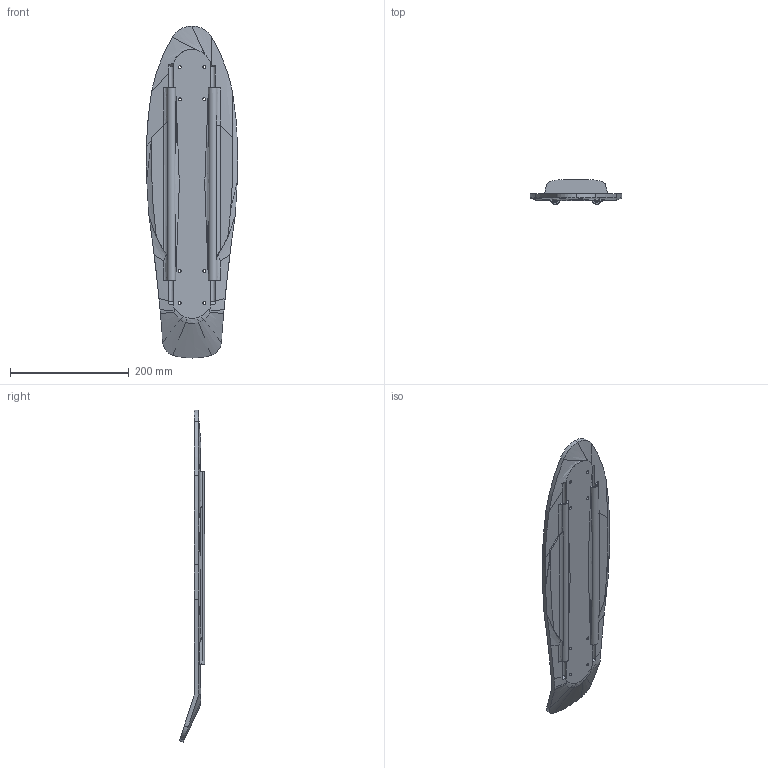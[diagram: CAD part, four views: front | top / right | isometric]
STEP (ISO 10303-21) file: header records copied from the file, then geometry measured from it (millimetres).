
FILE_DESCRIPTION(/* description */ (''),/* implementation_level */ '2;1');
FILE_NAME(/* name */ 'board.stp',/* time_stamp */ '2023-09-03T20:17:59-07:00',/* author */ ('devan'),/* organization */ (''),/* preprocessor_version */ 'ST-DEVELOPER v20',/* originating_system */ 'Autodesk Inventor 2024',/* authorisation */ '');
FILE_SCHEMA (('AUTOMOTIVE_DESIGN { 1 0 10303 214 3 1 1 }'));
Length unit declared in the file: millimetre
Products named in the file (1): Part1
Bounding box: 153.95 x 42.16 x 558.8 mm (x, y, z)
Volume: 741521.3 mm3; surface area: 170683.6 mm2
Topology: 1 solids, 5 shells, 118 faces, 301 edges, 191 vertices
Faces by surface type: cylinder 39, plane 36, bspline 35, cone 8
Full cylindrical faces by diameter (mm): 4.5 x2, 4.75 x4, 5 x8, 9 x2
Entity records: 5161 total; most frequent: CARTESIAN_POINT 2444, ORIENTED_EDGE 594, DIRECTION 486, EDGE_CURVE 297, AXIS2_PLACEMENT_3D 197, VERTEX_POINT 191, EDGE_LOOP 136, FACE_OUTER_BOUND 118
